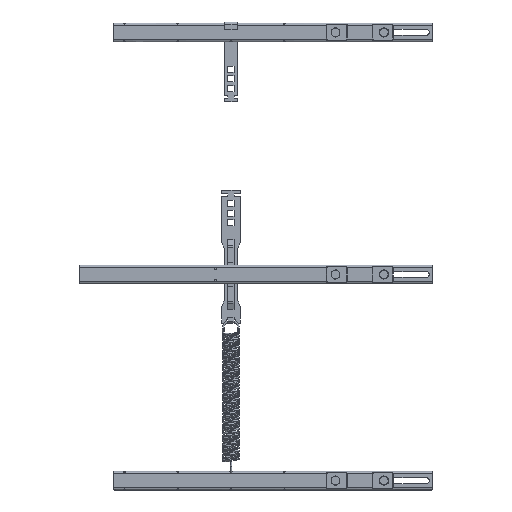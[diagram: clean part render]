
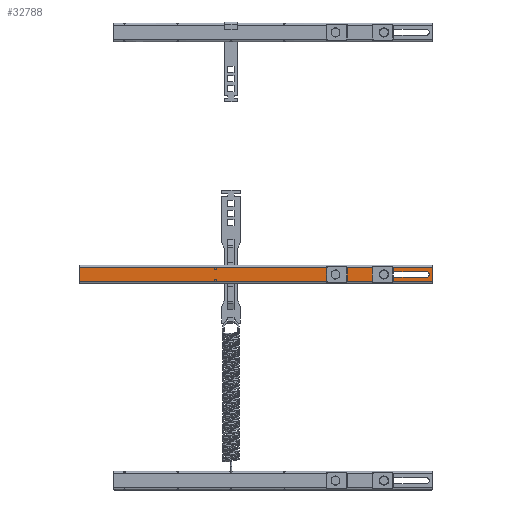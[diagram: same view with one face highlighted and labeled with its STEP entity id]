
A CAD part, top view. The second image highlights one B-rep face of the part: STEP entity #32788.
In plain terms, the highlighted planar face has unit normal (0, 0, 1).
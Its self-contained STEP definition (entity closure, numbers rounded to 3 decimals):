
#536 = CARTESIAN_POINT ( 'NONE',  ( 137.5, -531.533, 0. ) ) ;
#1471 = ORIENTED_EDGE ( 'NONE', *, *, #52076, .F. ) ;
#2015 = VERTEX_POINT ( 'NONE', #71345 ) ;
#3430 = EDGE_CURVE ( 'NONE', #38384, #95601, #67801, .T. ) ;
#3488 = DIRECTION ( 'NONE',  ( 1., 0., 0. ) ) ;
#5924 = EDGE_CURVE ( 'NONE', #95601, #100306, #79066, .T. ) ;
#7789 = CARTESIAN_POINT ( 'NONE',  ( 125., -545.033, 0. ) ) ;
#8012 = ORIENTED_EDGE ( 'NONE', *, *, #65417, .T. ) ;
#8487 = VECTOR ( 'NONE', #104824, 1000. ) ;
#10852 = EDGE_CURVE ( 'NONE', #102088, #30707, #18438, .T. ) ;
#11075 = CARTESIAN_POINT ( 'NONE',  ( 125., -539.533, 0. ) ) ;
#11175 = EDGE_CURVE ( 'NONE', #100306, #70358, #70875, .T. ) ;
#11455 = VECTOR ( 'NONE', #58045, 1000. ) ;
#12988 = CIRCLE ( 'NONE', #54430, 5.5 ) ;
#13847 = EDGE_CURVE ( 'NONE', #70097, #46290, #52194, .T. ) ;
#14787 = FACE_BOUND ( 'NONE', #105816, .T. ) ;
#15292 = CARTESIAN_POINT ( 'NONE',  ( -527.5, -531.533, 0. ) ) ;
#15761 = AXIS2_PLACEMENT_3D ( 'NONE', #27318, #53679, #3488 ) ;
#15878 = DIRECTION ( 'NONE',  ( 1., 0., 0. ) ) ;
#17390 = FACE_BOUND ( 'NONE', #45024, .T. ) ;
#18438 = CIRCLE ( 'NONE', #24118, 5.5 ) ;
#21105 = VECTOR ( 'NONE', #91227, 1000. ) ;
#21529 = CARTESIAN_POINT ( 'NONE',  ( 30., -545.033, 0. ) ) ;
#24118 = AXIS2_PLACEMENT_3D ( 'NONE', #87608, #36804, #103729 ) ;
#24324 = EDGE_CURVE ( 'NONE', #2015, #96591, #85271, .T. ) ;
#25517 = CARTESIAN_POINT ( 'NONE',  ( -195., -545.033, 0. ) ) ;
#26802 = LINE ( 'NONE', #46272, #8487 ) ;
#27318 = CARTESIAN_POINT ( 'NONE',  ( 125., -545.033, 0. ) ) ;
#28250 = CARTESIAN_POINT ( 'NONE',  ( 137.5, -558.533, 0. ) ) ;
#29677 = VECTOR ( 'NONE', #63034, 1000. ) ;
#30402 = DIRECTION ( 'NONE',  ( 0., 0., 1. ) ) ;
#30707 = VERTEX_POINT ( 'NONE', #46727 ) ;
#31627 = EDGE_CURVE ( 'NONE', #96591, #104073, #70296, .T. ) ;
#32708 = ORIENTED_EDGE ( 'NONE', *, *, #31627, .F. ) ;
#32788 = ADVANCED_FACE ( 'NONE', ( #17390, #14787, #82823 ), #83325, .F. ) ;
#34273 = ORIENTED_EDGE ( 'NONE', *, *, #11175, .T. ) ;
#36265 = CARTESIAN_POINT ( 'NONE',  ( 125., -550.533, 0. ) ) ;
#36804 = DIRECTION ( 'NONE',  ( 0., 0., 1. ) ) ;
#37677 = EDGE_CURVE ( 'NONE', #104073, #70097, #12988, .T. ) ;
#38384 = VERTEX_POINT ( 'NONE', #28250 ) ;
#40783 = CARTESIAN_POINT ( 'NONE',  ( -527.5, -562.533, 0. ) ) ;
#43736 = VECTOR ( 'NONE', #92795, 1000. ) ;
#44367 = ORIENTED_EDGE ( 'NONE', *, *, #13847, .F. ) ;
#45024 = EDGE_LOOP ( 'NONE', ( #104789, #32708, #97322, #1471, #44367 ) ) ;
#45823 = CARTESIAN_POINT ( 'NONE',  ( -45.5, -545.033, 0. ) ) ;
#46099 = DIRECTION ( 'NONE',  ( 0., 0., 1. ) ) ;
#46272 = CARTESIAN_POINT ( 'NONE',  ( 30., -539.533, 0. ) ) ;
#46290 = VERTEX_POINT ( 'NONE', #11075 ) ;
#46727 = CARTESIAN_POINT ( 'NONE',  ( -40., -545.033, 0. ) ) ;
#50174 = ORIENTED_EDGE ( 'NONE', *, *, #10852, .F. ) ;
#52055 = CARTESIAN_POINT ( 'NONE',  ( 137.5, -531.533, 0. ) ) ;
#52076 = EDGE_CURVE ( 'NONE', #46290, #2015, #26802, .T. ) ;
#52194 = CIRCLE ( 'NONE', #15761, 5.5 ) ;
#53679 = DIRECTION ( 'NONE',  ( 0., 0., 1. ) ) ;
#54430 = AXIS2_PLACEMENT_3D ( 'NONE', #7789, #107089, #15878 ) ;
#55677 = DIRECTION ( 'NONE',  ( 1., 0., 0. ) ) ;
#55920 = LINE ( 'NONE', #58065, #101738 ) ;
#56587 = AXIS2_PLACEMENT_3D ( 'NONE', #45823, #30402, #55677 ) ;
#56993 = DIRECTION ( 'NONE',  ( 1., 0., 0. ) ) ;
#58045 = DIRECTION ( 'NONE',  ( 0., 1., 0. ) ) ;
#58065 = CARTESIAN_POINT ( 'NONE',  ( -527.5, -558.533, 0. ) ) ;
#62239 = EDGE_LOOP ( 'NONE', ( #8012, #91167, #107868, #34273 ) ) ;
#62522 = DIRECTION ( 'NONE',  ( 1., 0., 0. ) ) ;
#63034 = DIRECTION ( 'NONE',  ( 1., 0., 0. ) ) ;
#65417 = EDGE_CURVE ( 'NONE', #70358, #38384, #55920, .T. ) ;
#66865 = DIRECTION ( 'NONE',  ( 0., 0., -1. ) ) ;
#67801 = LINE ( 'NONE', #90954, #11455 ) ;
#70097 = VERTEX_POINT ( 'NONE', #99350 ) ;
#70296 = LINE ( 'NONE', #78749, #29677 ) ;
#70358 = VERTEX_POINT ( 'NONE', #100426 ) ;
#70875 = LINE ( 'NONE', #40783, #21105 ) ;
#71345 = CARTESIAN_POINT ( 'NONE',  ( 30., -539.533, 0. ) ) ;
#75268 = EDGE_CURVE ( 'NONE', #30707, #102088, #86542, .T. ) ;
#76312 = CARTESIAN_POINT ( 'NONE',  ( 30., -550.533, 0. ) ) ;
#76676 = AXIS2_PLACEMENT_3D ( 'NONE', #25517, #66865, #91402 ) ;
#78749 = CARTESIAN_POINT ( 'NONE',  ( 30., -550.533, 0. ) ) ;
#79066 = LINE ( 'NONE', #536, #43736 ) ;
#82823 = FACE_OUTER_BOUND ( 'NONE', #62239, .T. ) ;
#83325 = PLANE ( 'NONE',  #76676 ) ;
#85271 = CIRCLE ( 'NONE', #102956, 5.5 ) ;
#86542 = CIRCLE ( 'NONE', #56587, 5.5 ) ;
#87608 = CARTESIAN_POINT ( 'NONE',  ( -45.5, -545.033, 0. ) ) ;
#90954 = CARTESIAN_POINT ( 'NONE',  ( 137.5, -562.533, 0. ) ) ;
#91167 = ORIENTED_EDGE ( 'NONE', *, *, #3430, .T. ) ;
#91227 = DIRECTION ( 'NONE',  ( 0., -1., 0. ) ) ;
#91402 = DIRECTION ( 'NONE',  ( -1., 0., 0. ) ) ;
#92795 = DIRECTION ( 'NONE',  ( -1., 0., 0. ) ) ;
#95601 = VERTEX_POINT ( 'NONE', #52055 ) ;
#96591 = VERTEX_POINT ( 'NONE', #76312 ) ;
#97322 = ORIENTED_EDGE ( 'NONE', *, *, #24324, .F. ) ;
#98319 = ORIENTED_EDGE ( 'NONE', *, *, #75268, .F. ) ;
#99350 = CARTESIAN_POINT ( 'NONE',  ( 130.5, -545.033, 0. ) ) ;
#100306 = VERTEX_POINT ( 'NONE', #15292 ) ;
#100426 = CARTESIAN_POINT ( 'NONE',  ( -527.5, -558.533, 0. ) ) ;
#101738 = VECTOR ( 'NONE', #56993, 1000. ) ;
#102088 = VERTEX_POINT ( 'NONE', #108278 ) ;
#102956 = AXIS2_PLACEMENT_3D ( 'NONE', #21529, #46099, #62522 ) ;
#103729 = DIRECTION ( 'NONE',  ( 1., 0., 0. ) ) ;
#104073 = VERTEX_POINT ( 'NONE', #36265 ) ;
#104789 = ORIENTED_EDGE ( 'NONE', *, *, #37677, .F. ) ;
#104824 = DIRECTION ( 'NONE',  ( -1., 0., 0. ) ) ;
#105816 = EDGE_LOOP ( 'NONE', ( #98319, #50174 ) ) ;
#107089 = DIRECTION ( 'NONE',  ( 0., 0., 1. ) ) ;
#107868 = ORIENTED_EDGE ( 'NONE', *, *, #5924, .T. ) ;
#108278 = CARTESIAN_POINT ( 'NONE',  ( -51., -545.033, 0. ) ) ;
